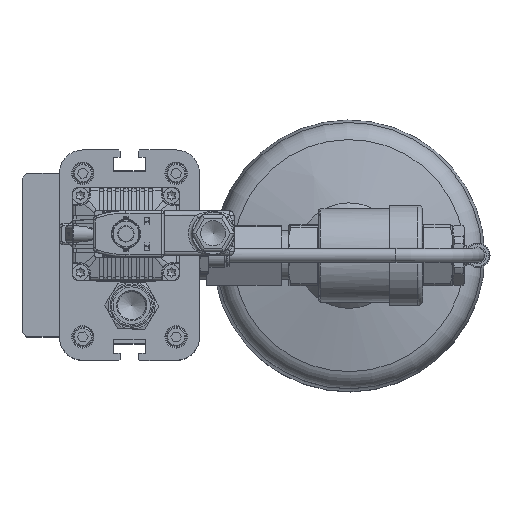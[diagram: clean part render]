
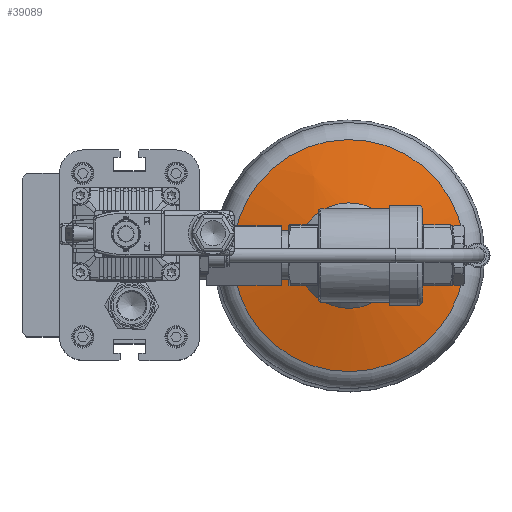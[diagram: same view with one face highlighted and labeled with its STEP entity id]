
A CAD part, top view. The second image highlights one B-rep face of the part: STEP entity #39089.
In plain terms, the highlighted spherical face has radius 173.372 mm.
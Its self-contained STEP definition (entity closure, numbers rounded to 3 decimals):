
#56=SPHERICAL_SURFACE('',#42221,173.372);
#858=FACE_BOUND('',#11742,.T.);
#9445=FACE_OUTER_BOUND('',#11741,.T.);
#11741=EDGE_LOOP('',(#29994,#29995));
#11742=EDGE_LOOP('',(#29996,#29997));
#14000=CIRCLE('',#42219,22.573);
#14001=CIRCLE('',#42220,22.573);
#14002=CIRCLE('',#42222,49.68);
#14003=CIRCLE('',#42223,49.68);
#16783=VERTEX_POINT('',#65241);
#16784=VERTEX_POINT('',#65242);
#16785=VERTEX_POINT('',#65247);
#16786=VERTEX_POINT('',#65248);
#21551=EDGE_CURVE('',#16783,#16784,#14000,.T.);
#21553=EDGE_CURVE('',#16784,#16783,#14001,.T.);
#21554=EDGE_CURVE('',#16785,#16786,#14002,.T.);
#21555=EDGE_CURVE('',#16786,#16785,#14003,.T.);
#29994=ORIENTED_EDGE('',*,*,#21554,.T.);
#29995=ORIENTED_EDGE('',*,*,#21555,.T.);
#29996=ORIENTED_EDGE('',*,*,#21551,.F.);
#29997=ORIENTED_EDGE('',*,*,#21553,.F.);
#39089=ADVANCED_FACE('',(#9445,#858),#56,.T.);
#42219=AXIS2_PLACEMENT_3D('',#65243,#49747,#49748);
#42220=AXIS2_PLACEMENT_3D('',#65245,#49750,#49751);
#42221=AXIS2_PLACEMENT_3D('',#65246,#49752,#49753);
#42222=AXIS2_PLACEMENT_3D('',#65249,#49754,#49755);
#42223=AXIS2_PLACEMENT_3D('',#65250,#49756,#49757);
#49747=DIRECTION('center_axis',(0.,0.,
1.));
#49748=DIRECTION('ref_axis',(-0.775,0.632,0.));
#49750=DIRECTION('center_axis',(0.,0.,
1.));
#49751=DIRECTION('ref_axis',(-0.775,0.632,0.));
#49752=DIRECTION('center_axis',(-0.632,-0.775,0.));
#49753=DIRECTION('ref_axis',(0.,0.,
1.));
#49754=DIRECTION('center_axis',(0.,0.,
1.));
#49755=DIRECTION('ref_axis',(-0.775,0.632,0.));
#49756=DIRECTION('center_axis',(0.,0.,
1.));
#49757=DIRECTION('ref_axis',(-0.775,0.632,0.));
#65241=CARTESIAN_POINT('',(122.501,59.26,-125.401));
#65242=CARTESIAN_POINT('',(157.499,30.74,-125.401));
#65243=CARTESIAN_POINT('Origin',(140.,45.,-125.401));
#65245=CARTESIAN_POINT('Origin',(140.,45.,-125.401));
#65246=CARTESIAN_POINT('Origin',(140.,45.,-297.298));
#65247=CARTESIAN_POINT('',(101.488,76.383,-131.195));
#65248=CARTESIAN_POINT('',(108.617,6.488,-131.195));
#65249=CARTESIAN_POINT('Origin',(140.,45.,-131.195));
#65250=CARTESIAN_POINT('Origin',(140.,45.,-131.195));
